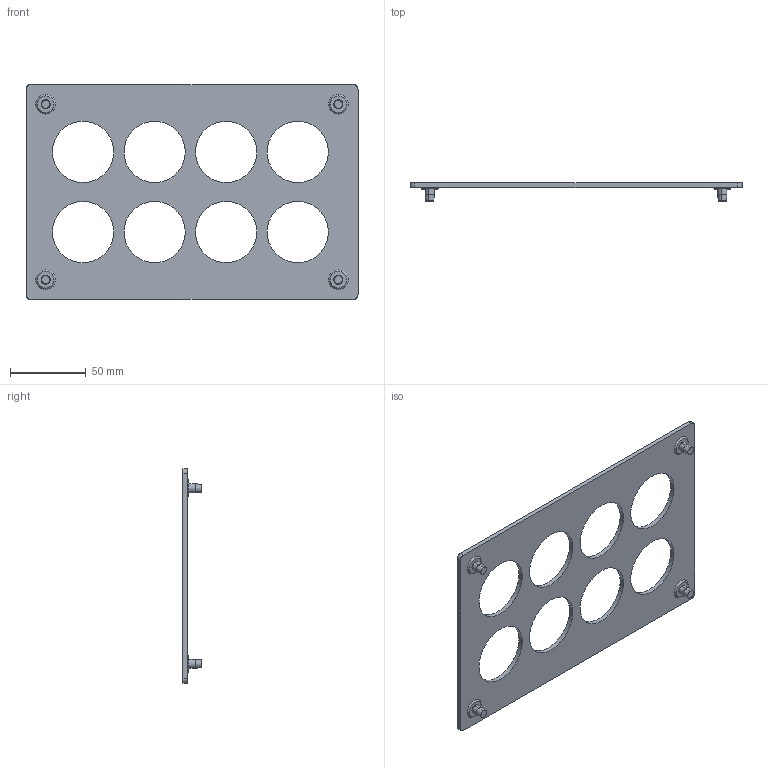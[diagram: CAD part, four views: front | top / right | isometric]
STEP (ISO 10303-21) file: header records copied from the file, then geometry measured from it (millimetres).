
FILE_DESCRIPTION(('STEP AP214'),'1');
FILE_NAME('cctmp_B9E73E4F-631C-4159-8522-F9ADCBC0D137_2024_11_28_20_29_38_0557..stp','2024-11-28T19:29:38',('SIEMENS A&D'),('CADClick - www.CADClick.com'),'Spatial InterOp 3D',' ','unknown authorization');
FILE_SCHEMA(('AUTOMOTIVE_DESIGN'));
Length unit declared in the file: millimetre
Products named in the file (1): 2024_11_28_20_29_38_0541
Bounding box: 219.5 x 12 x 142 mm (x, y, z)
Volume: 63742.8 mm3; surface area: 47918.2 mm2
Topology: 1 solids, 1 shells, 182 faces, 472 edges, 312 vertices
Faces by surface type: cylinder 124, cone 32, plane 26
Entity records: 7248 total; most frequent: DIRECTION 1142, CARTESIAN_POINT 967, ORIENTED_EDGE 944, AXIS2_PLACEMENT_3D 487, EDGE_CURVE 472, VERTEX_POINT 312, CIRCLE 304, EDGE_LOOP 218
